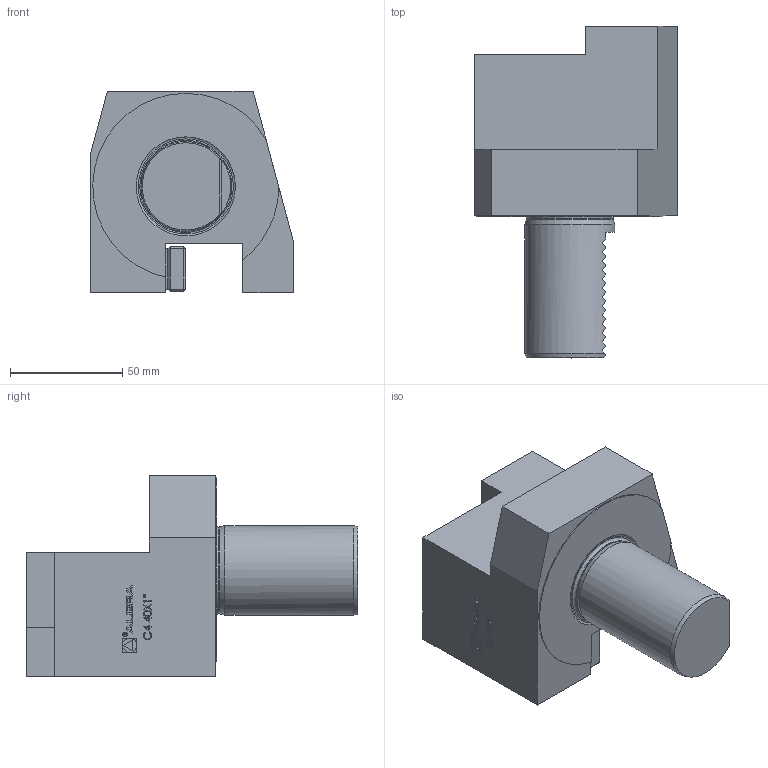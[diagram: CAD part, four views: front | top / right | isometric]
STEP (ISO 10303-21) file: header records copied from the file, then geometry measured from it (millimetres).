
FILE_DESCRIPTION (( 'STEP AP214' ), '1' );
FILE_NAME ('C440X1.STEP', '2025-07-22T15:29:47', ( '' ), ( '' ), 'SwSTEP 2.0', 'SolidWorks 2023', '' );
FILE_SCHEMA (( 'AUTOMOTIVE_DESIGN' ));
Length unit declared in the file: millimetre
Products named in the file (1): C440X1
Bounding box: 90.5 x 148 x 90 mm (x, y, z)
Volume: 482704 mm3; surface area: 51134.7 mm2
Topology: 1 solids, 1 shells, 314 faces, 818 edges, 535 vertices
Faces by surface type: plane 243, cylinder 43, bspline 23, torus 3, cone 2
Full cylindrical faces by diameter (mm): 1.7 x1, 2.1 x1, 6.366 x1, 38.7 x1, 40 x1
Entity records: 13198 total; most frequent: CARTESIAN_POINT 3726, ORIENTED_EDGE 1614, DIRECTION 1327, EDGE_CURVE 807, VECTOR 611, LINE 611, VERTEX_POINT 533, AXIS2_PLACEMENT_3D 358
